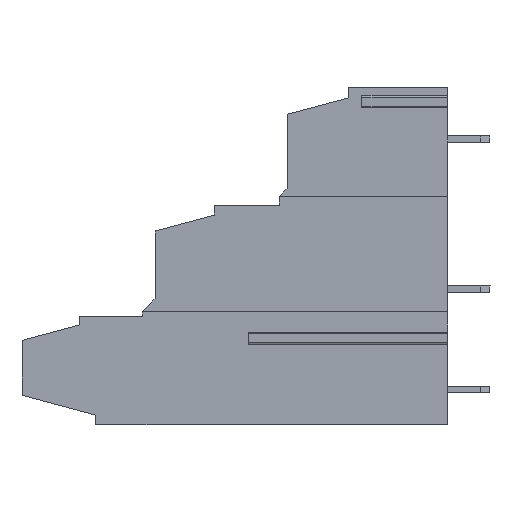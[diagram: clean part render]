
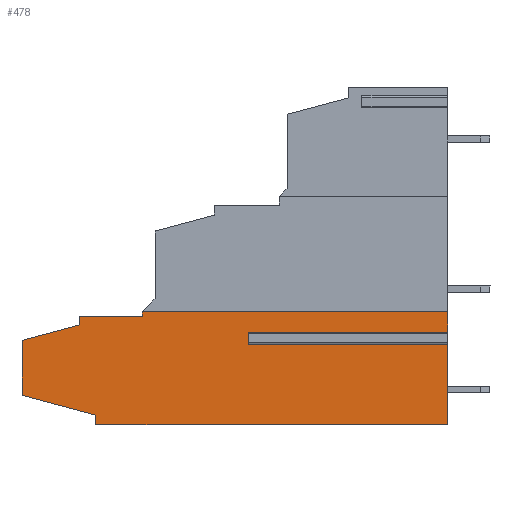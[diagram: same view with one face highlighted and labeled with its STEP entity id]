
A CAD part, left-side view. The second image highlights one B-rep face of the part: STEP entity #478.
In plain terms, the highlighted planar face has unit normal (-1, 0, 0).
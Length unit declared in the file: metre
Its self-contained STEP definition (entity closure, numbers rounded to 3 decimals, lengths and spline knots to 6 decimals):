
#478=ADVANCED_FACE('',(#1160),#1161,.T.);
#1160=FACE_OUTER_BOUND('',#2067,.T.);
#1161=PLANE('',#2068);
#2067=EDGE_LOOP('',(#3483,#3484,#3485,#3486,#3487,#3488,#3489,#3490,#3491,#3492,#3493,#3494,#3495,#3496));
#2068=AXIS2_PLACEMENT_3D('',#3497,#3498,#3499);
#3483=ORIENTED_EDGE('',*,*,#5683,.T.);
#3484=ORIENTED_EDGE('',*,*,#5684,.F.);
#3485=ORIENTED_EDGE('',*,*,#5255,.T.);
#3486=ORIENTED_EDGE('',*,*,#5685,.T.);
#3487=ORIENTED_EDGE('',*,*,#5686,.T.);
#3488=ORIENTED_EDGE('',*,*,#5687,.T.);
#3489=ORIENTED_EDGE('',*,*,#5688,.T.);
#3490=ORIENTED_EDGE('',*,*,#5343,.T.);
#3491=ORIENTED_EDGE('',*,*,#5689,.T.);
#3492=ORIENTED_EDGE('',*,*,#5443,.T.);
#3493=ORIENTED_EDGE('',*,*,#5490,.T.);
#3494=ORIENTED_EDGE('',*,*,#5690,.T.);
#3495=ORIENTED_EDGE('',*,*,#5691,.T.);
#3496=ORIENTED_EDGE('',*,*,#5526,.T.);
#3497=CARTESIAN_POINT('',(0.03048,0.026338,-0.020338));
#3498=DIRECTION('',(-1.0,0.,0.));
#3499=DIRECTION('',(0.,1.0,0.0));
#5255=EDGE_CURVE('',#6256,#6257,#6258,.T.);
#5343=EDGE_CURVE('',#6419,#6417,#6420,.T.);
#5443=EDGE_CURVE('',#6592,#6594,#6596,.T.);
#5490=EDGE_CURVE('',#6594,#6670,#6672,.T.);
#5526=EDGE_CURVE('',#6731,#6729,#6732,.T.);
#5683=EDGE_CURVE('',#6729,#6970,#6971,.T.);
#5684=EDGE_CURVE('',#6256,#6970,#6972,.T.);
#5685=EDGE_CURVE('',#6257,#6973,#6974,.T.);
#5686=EDGE_CURVE('',#6973,#6975,#6976,.T.);
#5687=EDGE_CURVE('',#6975,#6248,#6977,.T.);
#5688=EDGE_CURVE('',#6248,#6419,#6978,.T.);
#5689=EDGE_CURVE('',#6417,#6592,#6979,.T.);
#5690=EDGE_CURVE('',#6670,#6980,#6981,.T.);
#5691=EDGE_CURVE('',#6980,#6731,#6982,.T.);
#6248=VERTEX_POINT('',#7708);
#6256=VERTEX_POINT('',#7720);
#6257=VERTEX_POINT('',#7721);
#6258=LINE('',#7722,#7723);
#6417=VERTEX_POINT('',#7950);
#6419=VERTEX_POINT('',#7953);
#6420=LINE('',#7954,#7955);
#6592=VERTEX_POINT('',#8195);
#6594=VERTEX_POINT('',#8198);
#6596=LINE('',#8201,#8202);
#6670=VERTEX_POINT('',#8309);
#6672=LINE('',#8312,#8313);
#6729=VERTEX_POINT('',#8391);
#6731=VERTEX_POINT('',#8394);
#6732=LINE('',#8395,#8396);
#6970=VERTEX_POINT('',#8741);
#6971=LINE('',#8742,#8743);
#6972=LINE('',#8744,#8745);
#6973=VERTEX_POINT('',#8746);
#6974=LINE('',#8747,#8748);
#6975=VERTEX_POINT('',#8749);
#6976=LINE('',#8750,#8751);
#6977=LINE('',#8752,#8753);
#6978=LINE('',#8754,#8755);
#6979=LINE('',#8756,#8757);
#6980=VERTEX_POINT('',#8758);
#6981=LINE('',#8759,#8760);
#6982=LINE('',#8761,#8762);
#7708=CARTESIAN_POINT('',(0.03048,0.031,-0.0228));
#7720=CARTESIAN_POINT('',(0.03048,0.0202,-0.026003));
#7721=CARTESIAN_POINT('',(0.03048,0.0202,-0.024987));
#7722=CARTESIAN_POINT('',(0.03048,0.0202,-0.024987));
#7723=VECTOR('',#9715,1.0);
#7950=CARTESIAN_POINT('',(0.03048,0.03735,-0.0233));
#7953=CARTESIAN_POINT('',(0.03048,0.031,-0.0233));
#7954=CARTESIAN_POINT('',(0.03048,0.03715,-0.0233));
#7955=VECTOR('',#9803,1.0);
#8195=CARTESIAN_POINT('',(0.03048,0.03735,-0.02414));
#8198=CARTESIAN_POINT('',(0.03048,0.0432,-0.02571));
#8201=CARTESIAN_POINT('',(0.03048,0.0432,-0.02571));
#8202=VECTOR('',#9913,1.0);
#8309=CARTESIAN_POINT('',(0.03048,0.0432,-0.03129));
#8312=CARTESIAN_POINT('',(0.03048,0.0432,-0.03079));
#8313=VECTOR('',#9954,1.0);
#8391=CARTESIAN_POINT('',(0.03048,0.,-0.0343));
#8394=CARTESIAN_POINT('',(0.03048,0.0357,-0.0343));
#8395=CARTESIAN_POINT('',(0.03048,0.037,-0.0343));
#8396=VECTOR('',#9992,1.0);
#8741=CARTESIAN_POINT('',(0.03048,0.,-0.026003));
#8742=CARTESIAN_POINT('',(0.03048,0.,0.0001));
#8743=VECTOR('',#10142,1.0);
#8744=CARTESIAN_POINT('',(0.03048,0.0195,-0.026003));
#8745=VECTOR('',#10143,1.0);
#8746=CARTESIAN_POINT('',(0.03048,0.,-0.024987));
#8747=CARTESIAN_POINT('',(0.03048,0.0195,-0.024987));
#8748=VECTOR('',#10144,1.0);
#8749=CARTESIAN_POINT('',(0.03048,0.,-0.0228));
#8750=CARTESIAN_POINT('',(0.03048,0.,0.0001));
#8751=VECTOR('',#10145,1.0);
#8752=CARTESIAN_POINT('',(0.03048,0.03715,-0.0228));
#8753=VECTOR('',#10146,1.0);
#8754=CARTESIAN_POINT('',(0.03048,0.031,-0.020238));
#8755=VECTOR('',#10147,1.0);
#8756=CARTESIAN_POINT('',(0.03048,0.03735,-0.02831));
#8757=VECTOR('',#10148,1.0);
#8758=CARTESIAN_POINT('',(0.03048,0.0357,-0.033302));
#8759=CARTESIAN_POINT('',(0.03048,0.0432,-0.03129));
#8760=VECTOR('',#10149,1.0);
#8761=CARTESIAN_POINT('',(0.03048,0.0357,-0.0329));
#8762=VECTOR('',#10150,1.0);
#9715=DIRECTION('',(0.,0.,1.0));
#9803=DIRECTION('',(0.,1.0,0.));
#9913=DIRECTION('',(0.,0.966,-0.259));
#9954=DIRECTION('',(0.,0.,-1.0));
#9992=DIRECTION('',(0.,-1.0,0.));
#10142=DIRECTION('',(0.,0.,1.0));
#10143=DIRECTION('',(0.,-1.0,0.));
#10144=DIRECTION('',(0.,-1.0,0.));
#10145=DIRECTION('',(0.,0.,1.0));
#10146=DIRECTION('',(0.,1.0,0.));
#10147=DIRECTION('',(0.,0.,-1.0));
#10148=DIRECTION('',(0.,0.,-1.0));
#10149=DIRECTION('',(0.,-0.966,-0.259));
#10150=DIRECTION('',(0.,0.,-1.0));
